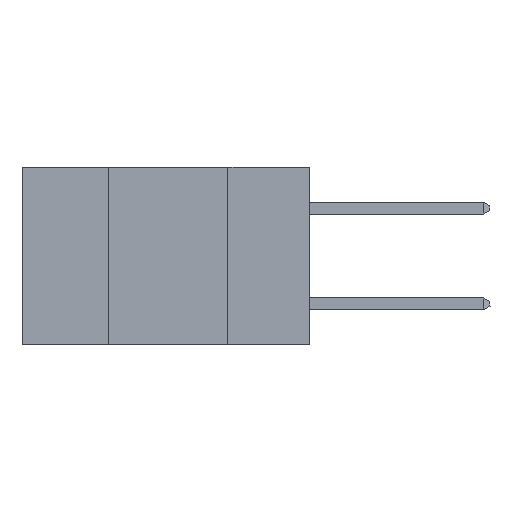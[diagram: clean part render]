
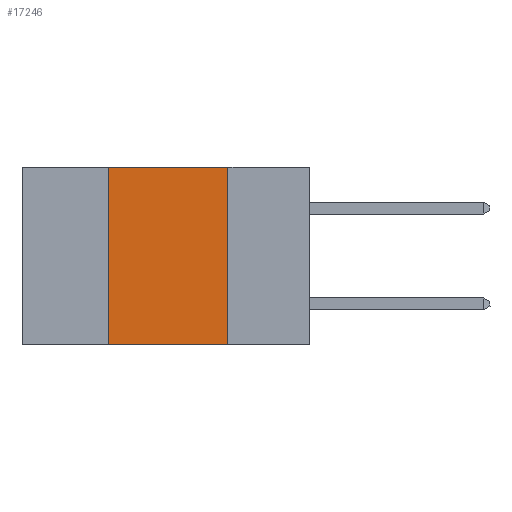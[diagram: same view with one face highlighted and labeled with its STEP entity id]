
A CAD part, left-side view. The second image highlights one B-rep face of the part: STEP entity #17246.
In plain terms, the highlighted planar face has unit normal (-1, 0, 0).
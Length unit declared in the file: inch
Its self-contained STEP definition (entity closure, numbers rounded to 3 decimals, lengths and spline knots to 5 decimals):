
#246 = CARTESIAN_POINT ( 'NONE',  ( 0., 0.6, 0. ) ) ;
#343 = EDGE_CURVE ( 'NONE', #14739, #22102, #23646, .T. ) ;
#1363 = VERTEX_POINT ( 'NONE', #16527 ) ;
#3912 = DIRECTION ( 'NONE',  ( 0., 0., -1. ) ) ;
#3913 = EDGE_CURVE ( 'NONE', #1363, #9966, #20042, .T. ) ;
#6811 = CARTESIAN_POINT ( 'NONE',  ( 0., 0.42, 0. ) ) ;
#7060 = EDGE_CURVE ( 'NONE', #14739, #9966, #15521, .T. ) ;
#7223 = EDGE_LOOP ( 'NONE', ( #17285, #12174, #8732, #9269 ) ) ;
#7702 = CARTESIAN_POINT ( 'NONE',  ( 0., 0.42, 0. ) ) ;
#8732 = ORIENTED_EDGE ( 'NONE', *, *, #343, .F. ) ;
#9269 = ORIENTED_EDGE ( 'NONE', *, *, #7060, .T. ) ;
#9586 = CARTESIAN_POINT ( 'NONE',  ( 0., 0.17, 0. ) ) ;
#9835 = CARTESIAN_POINT ( 'NONE',  ( 0., 0.42, -0.37 ) ) ;
#9966 = VERTEX_POINT ( 'NONE', #22978 ) ;
#10401 = CARTESIAN_POINT ( 'NONE',  ( 0., 0.6, 0. ) ) ;
#10660 = VECTOR ( 'NONE', #13476, 39.37008 ) ;
#12174 = ORIENTED_EDGE ( 'NONE', *, *, #22785, .F. ) ;
#12193 = AXIS2_PLACEMENT_3D ( 'NONE', #10401, #22792, #12276 ) ;
#12276 = DIRECTION ( 'NONE',  ( 0., 0., -1. ) ) ;
#13476 = DIRECTION ( 'NONE',  ( 0., -1., 0. ) ) ;
#13817 = VECTOR ( 'NONE', #19647, 39.37008 ) ;
#14739 = VERTEX_POINT ( 'NONE', #9835 ) ;
#15400 = DIRECTION ( 'NONE',  ( 0., -1., 0. ) ) ;
#15419 = LINE ( 'NONE', #246, #20577 ) ;
#15521 = LINE ( 'NONE', #17005, #10660 ) ;
#16475 = FACE_OUTER_BOUND ( 'NONE', #7223, .T. ) ;
#16527 = CARTESIAN_POINT ( 'NONE',  ( 0., 0.17, 0. ) ) ;
#17005 = CARTESIAN_POINT ( 'NONE',  ( 0., 0.6, -0.37 ) ) ;
#17246 = ADVANCED_FACE ( 'NONE', ( #16475 ), #22718, .F. ) ;
#17285 = ORIENTED_EDGE ( 'NONE', *, *, #3913, .F. ) ;
#19485 = VECTOR ( 'NONE', #3912, 39.37008 ) ;
#19647 = DIRECTION ( 'NONE',  ( 0., 0., 1. ) ) ;
#20042 = LINE ( 'NONE', #9586, #19485 ) ;
#20577 = VECTOR ( 'NONE', #15400, 39.37008 ) ;
#22102 = VERTEX_POINT ( 'NONE', #7702 ) ;
#22718 = PLANE ( 'NONE',  #12193 ) ;
#22785 = EDGE_CURVE ( 'NONE', #22102, #1363, #15419, .T. ) ;
#22792 = DIRECTION ( 'NONE',  ( 1., 0., 0. ) ) ;
#22978 = CARTESIAN_POINT ( 'NONE',  ( 0., 0.17, -0.37 ) ) ;
#23646 = LINE ( 'NONE', #6811, #13817 ) ;
